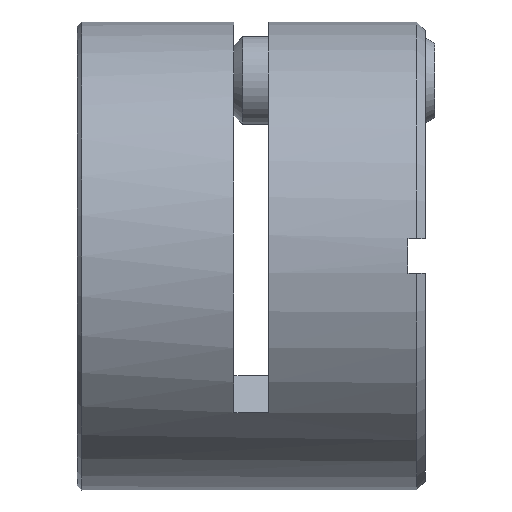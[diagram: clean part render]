
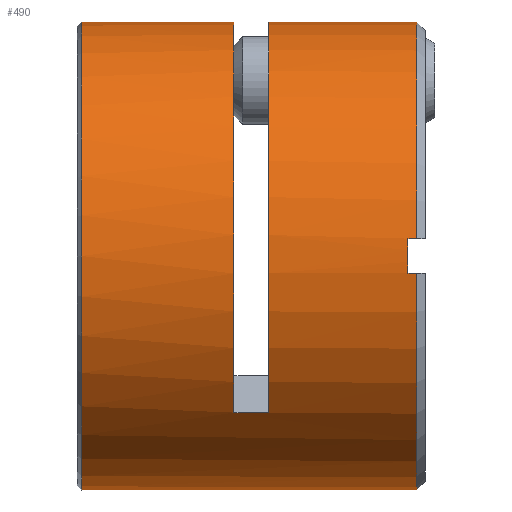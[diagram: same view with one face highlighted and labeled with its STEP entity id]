
A CAD part, front view. The second image highlights one B-rep face of the part: STEP entity #490.
In plain terms, the highlighted cylindrical face has radius 8 mm (diameter 16 mm), a partial arc.
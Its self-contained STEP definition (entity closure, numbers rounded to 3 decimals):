
#14 = ORIENTED_EDGE ( 'NONE', *, *, #249, .T. ) ;
#26 = FACE_OUTER_BOUND ( 'NONE', #1134, .T. ) ;
#34 = VERTEX_POINT ( 'NONE', #159 ) ;
#58 = LINE ( 'NONE', #502, #488 ) ;
#72 = CARTESIAN_POINT ( 'NONE',  ( 5.65, 0., -8. ) ) ;
#73 = CARTESIAN_POINT ( 'NONE',  ( -5.8, 0., -8. ) ) ;
#88 = CARTESIAN_POINT ( 'NONE',  ( 5.95, 0., 8. ) ) ;
#106 = VERTEX_POINT ( 'NONE', #518 ) ;
#132 = EDGE_CURVE ( 'NONE', #305, #891, #605, .T. ) ;
#159 = CARTESIAN_POINT ( 'NONE',  ( 0.595, 0., 8. ) ) ;
#177 = CARTESIAN_POINT ( 'NONE',  ( 5.65, 0., 0. ) ) ;
#190 = CARTESIAN_POINT ( 'NONE',  ( -5.8, 0., 8. ) ) ;
#196 = EDGE_CURVE ( 'NONE', #106, #34, #1385, .T. ) ;
#207 = VERTEX_POINT ( 'NONE', #73 ) ;
#215 = ORIENTED_EDGE ( 'NONE', *, *, #1410, .T. ) ;
#220 = CIRCLE ( 'NONE', #474, 8. ) ;
#232 = CIRCLE ( 'NONE', #1043, 8. ) ;
#240 = EDGE_CURVE ( 'NONE', #436, #245, #58, .T. ) ;
#245 = VERTEX_POINT ( 'NONE', #1150 ) ;
#249 = EDGE_CURVE ( 'NONE', #577, #305, #232, .T. ) ;
#281 = DIRECTION ( 'NONE',  ( 0., 0., 1. ) ) ;
#305 = VERTEX_POINT ( 'NONE', #743 ) ;
#345 = DIRECTION ( 'NONE',  ( -1., 0., 0. ) ) ;
#369 = VERTEX_POINT ( 'NONE', #1409 ) ;
#392 = DIRECTION ( 'NONE',  ( -1., 0., 0. ) ) ;
#393 = EDGE_CURVE ( 'NONE', #990, #369, #876, .T. ) ;
#419 = ORIENTED_EDGE ( 'NONE', *, *, #1208, .T. ) ;
#422 = CIRCLE ( 'NONE', #1222, 8. ) ;
#424 = DIRECTION ( 'NONE',  ( -1., 0., 0. ) ) ;
#436 = VERTEX_POINT ( 'NONE', #680 ) ;
#474 = AXIS2_PLACEMENT_3D ( 'NONE', #1386, #392, #841 ) ;
#488 = VECTOR ( 'NONE', #949, 1000. ) ;
#490 = ADVANCED_FACE ( 'NONE', ( #26 ), #586, .T. ) ;
#491 = VECTOR ( 'NONE', #1198, 1000. ) ;
#502 = CARTESIAN_POINT ( 'NONE',  ( 5.95, -5.945, -5.353 ) ) ;
#511 = CARTESIAN_POINT ( 'NONE',  ( 0.595, 0., 0. ) ) ;
#518 = CARTESIAN_POINT ( 'NONE',  ( 5.65, 0., 8. ) ) ;
#531 = CARTESIAN_POINT ( 'NONE',  ( 5.65, 0., 0. ) ) ;
#552 = VERTEX_POINT ( 'NONE', #1125 ) ;
#573 = CARTESIAN_POINT ( 'NONE',  ( 5.95, 0., -8. ) ) ;
#577 = VERTEX_POINT ( 'NONE', #72 ) ;
#586 = CYLINDRICAL_SURFACE ( 'NONE', #981, 8. ) ;
#600 = DIRECTION ( 'NONE',  ( -1., 0., 0. ) ) ;
#605 = LINE ( 'NONE', #952, #1368 ) ;
#616 = CARTESIAN_POINT ( 'NONE',  ( 5.95, 0., 8. ) ) ;
#625 = DIRECTION ( 'NONE',  ( 0., 0., 1. ) ) ;
#636 = VECTOR ( 'NONE', #600, 1000. ) ;
#648 = ORIENTED_EDGE ( 'NONE', *, *, #196, .T. ) ;
#667 = AXIS2_PLACEMENT_3D ( 'NONE', #511, #742, #956 ) ;
#673 = EDGE_CURVE ( 'NONE', #245, #552, #1308, .T. ) ;
#680 = CARTESIAN_POINT ( 'NONE',  ( 0.595, -5.945, -5.353 ) ) ;
#700 = ORIENTED_EDGE ( 'NONE', *, *, #1111, .T. ) ;
#711 = CARTESIAN_POINT ( 'NONE',  ( 5.355, -7.978, 0.595 ) ) ;
#713 = DIRECTION ( 'NONE',  ( -1., 0., 0. ) ) ;
#722 = VECTOR ( 'NONE', #1189, 1000. ) ;
#730 = CARTESIAN_POINT ( 'NONE',  ( -0.595, 0., 0. ) ) ;
#735 = AXIS2_PLACEMENT_3D ( 'NONE', #730, #713, #843 ) ;
#742 = DIRECTION ( 'NONE',  ( 1., 0., 0. ) ) ;
#743 = CARTESIAN_POINT ( 'NONE',  ( 5.65, -7.978, -0.595 ) ) ;
#750 = AXIS2_PLACEMENT_3D ( 'NONE', #1046, #1266, #281 ) ;
#767 = CARTESIAN_POINT ( 'NONE',  ( 5.95, -7.978, 0.595 ) ) ;
#818 = LINE ( 'NONE', #573, #943 ) ;
#841 = DIRECTION ( 'NONE',  ( 0., 0., 1. ) ) ;
#843 = DIRECTION ( 'NONE',  ( 0., 0., 1. ) ) ;
#848 = DIRECTION ( 'NONE',  ( -1., 0., 0. ) ) ;
#876 = LINE ( 'NONE', #767, #491 ) ;
#881 = DIRECTION ( 'NONE',  ( 0., 0., 1. ) ) ;
#882 = ORIENTED_EDGE ( 'NONE', *, *, #393, .T. ) ;
#891 = VERTEX_POINT ( 'NONE', #1340 ) ;
#906 = DIRECTION ( 'NONE',  ( 0., 0., 1. ) ) ;
#908 = EDGE_CURVE ( 'NONE', #577, #207, #818, .T. ) ;
#911 = ORIENTED_EDGE ( 'NONE', *, *, #908, .F. ) ;
#930 = ORIENTED_EDGE ( 'NONE', *, *, #132, .T. ) ;
#943 = VECTOR ( 'NONE', #345, 1000. ) ;
#949 = DIRECTION ( 'NONE',  ( -1., 0., 0. ) ) ;
#952 = CARTESIAN_POINT ( 'NONE',  ( 5.95, -7.978, -0.595 ) ) ;
#956 = DIRECTION ( 'NONE',  ( 0., 0., 1. ) ) ;
#981 = AXIS2_PLACEMENT_3D ( 'NONE', #998, #1241, #906 ) ;
#989 = ORIENTED_EDGE ( 'NONE', *, *, #673, .T. ) ;
#990 = VERTEX_POINT ( 'NONE', #711 ) ;
#998 = CARTESIAN_POINT ( 'NONE',  ( 5.95, 0., 0. ) ) ;
#1043 = AXIS2_PLACEMENT_3D ( 'NONE', #177, #848, #625 ) ;
#1046 = CARTESIAN_POINT ( 'NONE',  ( -5.8, 0., 0. ) ) ;
#1050 = CIRCLE ( 'NONE', #667, 8. ) ;
#1079 = EDGE_CURVE ( 'NONE', #891, #990, #220, .T. ) ;
#1084 = ORIENTED_EDGE ( 'NONE', *, *, #1205, .T. ) ;
#1111 = EDGE_CURVE ( 'NONE', #34, #436, #1050, .T. ) ;
#1125 = CARTESIAN_POINT ( 'NONE',  ( -0.595, 0., 8. ) ) ;
#1134 = EDGE_LOOP ( 'NONE', ( #911, #14, #930, #1190, #882, #1084, #648, #700, #1421, #989, #419, #215 ) ) ;
#1150 = CARTESIAN_POINT ( 'NONE',  ( -0.595, -5.945, -5.353 ) ) ;
#1189 = DIRECTION ( 'NONE',  ( -1., 0., 0. ) ) ;
#1190 = ORIENTED_EDGE ( 'NONE', *, *, #1079, .T. ) ;
#1195 = LINE ( 'NONE', #88, #722 ) ;
#1198 = DIRECTION ( 'NONE',  ( 1., 0., 0. ) ) ;
#1205 = EDGE_CURVE ( 'NONE', #369, #106, #422, .T. ) ;
#1208 = EDGE_CURVE ( 'NONE', #552, #1415, #1195, .T. ) ;
#1222 = AXIS2_PLACEMENT_3D ( 'NONE', #531, #424, #881 ) ;
#1241 = DIRECTION ( 'NONE',  ( -1., 0., 0. ) ) ;
#1266 = DIRECTION ( 'NONE',  ( 1., 0., 0. ) ) ;
#1283 = DIRECTION ( 'NONE',  ( -1., 0., 0. ) ) ;
#1308 = CIRCLE ( 'NONE', #735, 8. ) ;
#1340 = CARTESIAN_POINT ( 'NONE',  ( 5.355, -7.978, -0.595 ) ) ;
#1368 = VECTOR ( 'NONE', #1283, 1000. ) ;
#1385 = LINE ( 'NONE', #616, #636 ) ;
#1386 = CARTESIAN_POINT ( 'NONE',  ( 5.355, 0., 0. ) ) ;
#1409 = CARTESIAN_POINT ( 'NONE',  ( 5.65, -7.978, 0.595 ) ) ;
#1410 = EDGE_CURVE ( 'NONE', #1415, #207, #1413, .T. ) ;
#1413 = CIRCLE ( 'NONE', #750, 8. ) ;
#1415 = VERTEX_POINT ( 'NONE', #190 ) ;
#1421 = ORIENTED_EDGE ( 'NONE', *, *, #240, .T. ) ;
